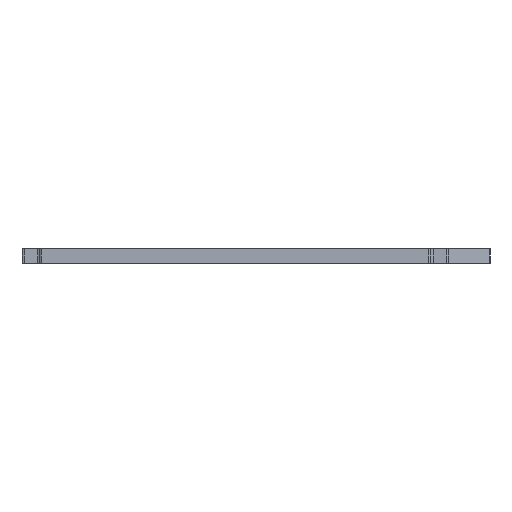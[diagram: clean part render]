
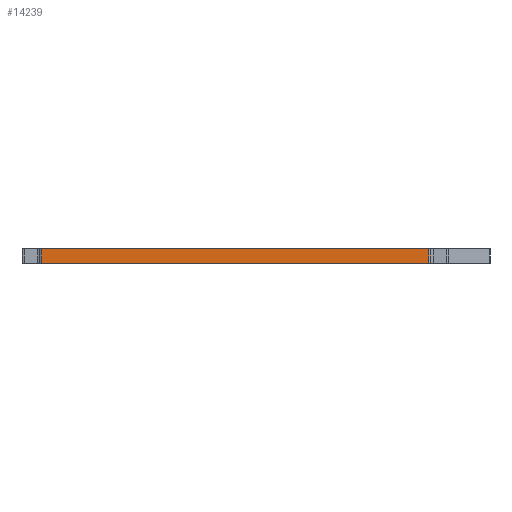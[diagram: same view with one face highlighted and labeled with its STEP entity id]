
A CAD part, left-side view. The second image highlights one B-rep face of the part: STEP entity #14239.
In plain terms, the highlighted planar face has unit normal (-1, 0, 0).
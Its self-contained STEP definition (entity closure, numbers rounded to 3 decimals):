
#91=PLANE('',#15496);
#463=FACE_OUTER_BOUND('',#1269,.T.);
#1269=EDGE_LOOP('',(#10442,#10443,#10444,#10445));
#2000=LINE('',#20936,#3479);
#2005=LINE('',#20948,#3484);
#2185=LINE('',#21670,#3664);
#2510=LINE('',#22952,#3989);
#3479=VECTOR('',#16480,10.);
#3484=VECTOR('',#16491,10.);
#3664=VECTOR('',#17041,10.);
#3989=VECTOR('',#18010,10.);
#5704=VERTEX_POINT('',#20933);
#5705=VERTEX_POINT('',#20935);
#5709=VERTEX_POINT('',#20947);
#6066=VERTEX_POINT('',#21668);
#7186=EDGE_CURVE('',#5704,#5705,#2000,.T.);
#7192=EDGE_CURVE('',#5705,#5709,#2005,.T.);
#7554=EDGE_CURVE('',#6066,#5704,#2185,.T.);
#8196=EDGE_CURVE('',#5709,#6066,#2510,.T.);
#10442=ORIENTED_EDGE('',*,*,#7186,.F.);
#10443=ORIENTED_EDGE('',*,*,#7554,.F.);
#10444=ORIENTED_EDGE('',*,*,#8196,.F.);
#10445=ORIENTED_EDGE('',*,*,#7192,.F.);
#14239=ADVANCED_FACE('',(#463),#91,.T.);
#15496=AXIS2_PLACEMENT_3D('',#22951,#18008,#18009);
#16480=DIRECTION('',(0.,0.,1.));
#16491=DIRECTION('',(0.,-1.,0.));
#17041=DIRECTION('',(0.,1.,0.));
#18008=DIRECTION('center_axis',(-1.,0.,0.));
#18009=DIRECTION('ref_axis',(0.,-1.,0.));
#18010=DIRECTION('',(0.,0.,-1.));
#20933=CARTESIAN_POINT('',(0.1,-0.6,-2.));
#20935=CARTESIAN_POINT('',(0.1,-0.6,1.5));
#20936=CARTESIAN_POINT('',(0.1,-0.6,0.));
#20947=CARTESIAN_POINT('',(0.1,-94.65,1.5));
#20948=CARTESIAN_POINT('',(0.1,-95.15,1.5));
#21668=CARTESIAN_POINT('',(0.1,-94.65,-2.));
#21670=CARTESIAN_POINT('',(0.1,-95.15,-2.));
#22951=CARTESIAN_POINT('Origin',(0.1,-0.1,
0.));
#22952=CARTESIAN_POINT('',(0.1,-94.65,0.));
